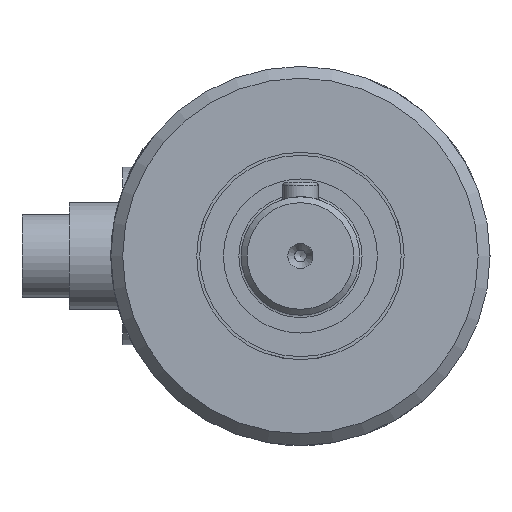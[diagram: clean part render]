
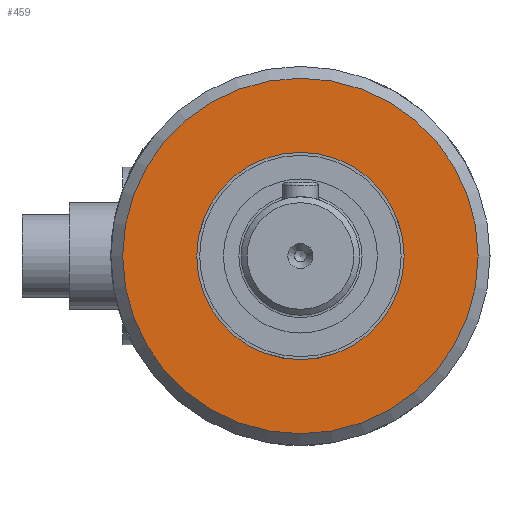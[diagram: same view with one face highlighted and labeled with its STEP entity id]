
A CAD part, left-side view. The second image highlights one B-rep face of the part: STEP entity #459.
In plain terms, the highlighted face is planar.
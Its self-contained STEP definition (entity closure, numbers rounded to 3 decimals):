
#459 = ADVANCED_FACE( '', ( #929, #930 ), #931, .T. );
#929 = FACE_OUTER_BOUND( '', #1604, .T. );
#930 = FACE_BOUND( '', #1605, .T. );
#931 = PLANE( '', #1606 );
#1604 = EDGE_LOOP( '', ( #2332 ) );
#1605 = EDGE_LOOP( '', ( #2333 ) );
#1606 = AXIS2_PLACEMENT_3D( '', #2334, #2335, #2336 );
#2332 = ORIENTED_EDGE( '', *, *, #3645, .T. );
#2333 = ORIENTED_EDGE( '', *, *, #3646, .T. );
#2334 = CARTESIAN_POINT( '', ( 14., 0., 16. ) );
#2335 = DIRECTION( '', ( 1., 0., 0. ) );
#2336 = DIRECTION( '', ( 0., 0., -1. ) );
#3645 = EDGE_CURVE( '', #4274, #4274, #4275, .T. );
#3646 = EDGE_CURVE( '', #4276, #4276, #4277, .T. );
#4274 = VERTEX_POINT( '', #5057 );
#4275 = CIRCLE( '', #5058, 15. );
#4276 = VERTEX_POINT( '', #5059 );
#4277 = CIRCLE( '', #5060, 8.75 );
#5057 = CARTESIAN_POINT( '', ( 14., 0., -15. ) );
#5058 = AXIS2_PLACEMENT_3D( '', #6554, #6555, #6556 );
#5059 = CARTESIAN_POINT( '', ( 14., 0., 8.75 ) );
#5060 = AXIS2_PLACEMENT_3D( '', #6557, #6558, #6559 );
#6554 = CARTESIAN_POINT( '', ( 14., 0., 0. ) );
#6555 = DIRECTION( '', ( 1., 0., 0. ) );
#6556 = DIRECTION( '', ( 0., 0., -1. ) );
#6557 = CARTESIAN_POINT( '', ( 14., 0., 0. ) );
#6558 = DIRECTION( '', ( -1., 0., 0. ) );
#6559 = DIRECTION( '', ( 0., 0., 1. ) );
